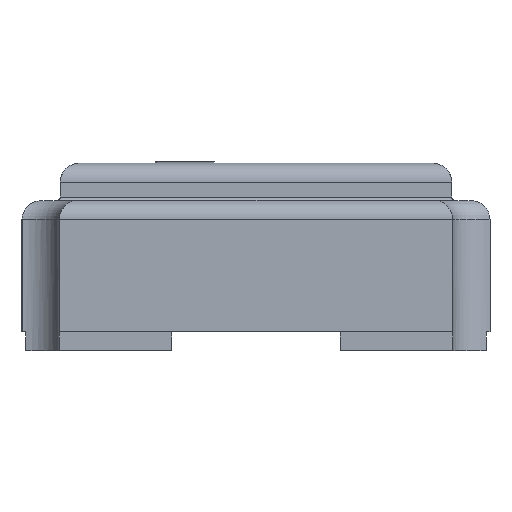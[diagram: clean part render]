
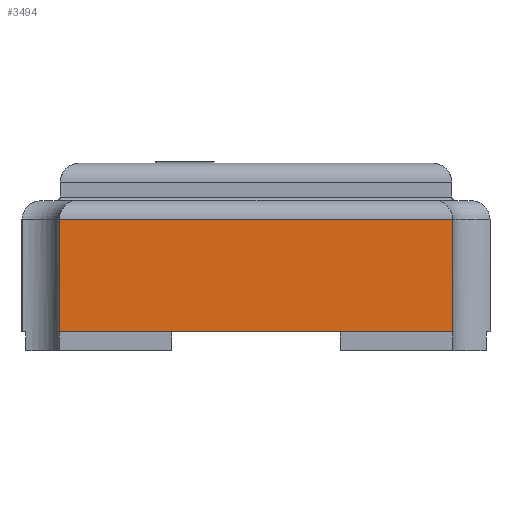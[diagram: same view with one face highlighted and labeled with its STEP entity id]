
A CAD part, left-side view. The second image highlights one B-rep face of the part: STEP entity #3494.
In plain terms, the highlighted planar face has unit normal (-1, 0, 0).
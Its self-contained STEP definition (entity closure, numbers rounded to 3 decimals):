
#320 = FACE_OUTER_BOUND ( 'NONE', #1944, .T. ) ;
#591 = DIRECTION ( 'NONE',  ( 0., 0., -1. ) ) ;
#819 = EDGE_CURVE ( 'NONE', #840, #6972, #5544, .T. ) ;
#840 = VERTEX_POINT ( 'NONE', #4793 ) ;
#977 = CARTESIAN_POINT ( 'NONE',  ( -1.6, 1.05, 0.1 ) ) ;
#1287 = CARTESIAN_POINT ( 'NONE',  ( -1.6, -1.25, 0.1 ) ) ;
#1944 = EDGE_LOOP ( 'NONE', ( #4964, #8031, #2112, #2907 ) ) ;
#1953 = LINE ( 'NONE', #1287, #2194 ) ;
#2069 = CARTESIAN_POINT ( 'NONE',  ( -1.6, -1.05, 0.1 ) ) ;
#2112 = ORIENTED_EDGE ( 'NONE', *, *, #819, .T. ) ;
#2194 = VECTOR ( 'NONE', #4010, 1000. ) ;
#2327 = VECTOR ( 'NONE', #5532, 1000. ) ;
#2334 = AXIS2_PLACEMENT_3D ( 'NONE', #7823, #3207, #3255 ) ;
#2907 = ORIENTED_EDGE ( 'NONE', *, *, #3335, .T. ) ;
#2928 = DIRECTION ( 'NONE',  ( 0., 1., 0. ) ) ;
#3103 = PLANE ( 'NONE',  #2334 ) ;
#3207 = DIRECTION ( 'NONE',  ( 1., 0., 0. ) ) ;
#3255 = DIRECTION ( 'NONE',  ( 0., 0., -1. ) ) ;
#3335 = EDGE_CURVE ( 'NONE', #6972, #6552, #1953, .T. ) ;
#3347 = CARTESIAN_POINT ( 'NONE',  ( -1.6, -1.05, 0.7 ) ) ;
#3494 = ADVANCED_FACE ( 'NONE', ( #320 ), #3103, .F. ) ;
#4010 = DIRECTION ( 'NONE',  ( 0., -1., 0. ) ) ;
#4364 = EDGE_CURVE ( 'NONE', #7706, #840, #6286, .T. ) ;
#4793 = CARTESIAN_POINT ( 'NONE',  ( -1.6, 1.05, 0.7 ) ) ;
#4964 = ORIENTED_EDGE ( 'NONE', *, *, #6634, .T. ) ;
#5532 = DIRECTION ( 'NONE',  ( 0., 0., 1. ) ) ;
#5544 = LINE ( 'NONE', #6200, #5882 ) ;
#5882 = VECTOR ( 'NONE', #591, 1000. ) ;
#6200 = CARTESIAN_POINT ( 'NONE',  ( -1.6, 1.05, 0. ) ) ;
#6286 = LINE ( 'NONE', #6953, #8114 ) ;
#6552 = VERTEX_POINT ( 'NONE', #2069 ) ;
#6634 = EDGE_CURVE ( 'NONE', #6552, #7706, #8348, .T. ) ;
#6953 = CARTESIAN_POINT ( 'NONE',  ( -1.6, 1.05, 0.7 ) ) ;
#6972 = VERTEX_POINT ( 'NONE', #977 ) ;
#7540 = CARTESIAN_POINT ( 'NONE',  ( -1.6, -1.05, 0. ) ) ;
#7706 = VERTEX_POINT ( 'NONE', #3347 ) ;
#7823 = CARTESIAN_POINT ( 'NONE',  ( -1.6, -1.25, 0.8 ) ) ;
#8031 = ORIENTED_EDGE ( 'NONE', *, *, #4364, .T. ) ;
#8114 = VECTOR ( 'NONE', #2928, 1000. ) ;
#8348 = LINE ( 'NONE', #7540, #2327 ) ;
